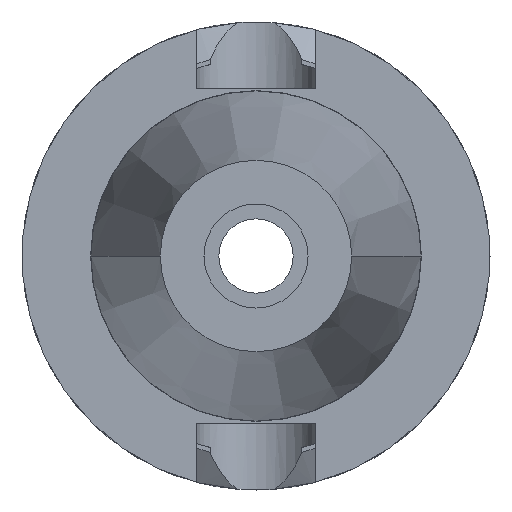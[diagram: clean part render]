
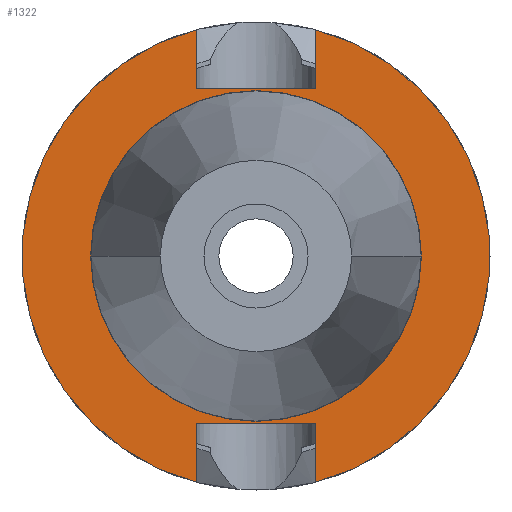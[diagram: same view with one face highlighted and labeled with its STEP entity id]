
A CAD part, left-side view. The second image highlights one B-rep face of the part: STEP entity #1322.
In plain terms, the highlighted planar face has unit normal (-1, 0, 0).
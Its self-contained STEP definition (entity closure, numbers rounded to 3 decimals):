
#320=CARTESIAN_POINT('',(1.,0.,0.));
#321=DIRECTION('',(-1.,0.,0.));
#322=DIRECTION('',(0.,0.256,0.967));
#323=AXIS2_PLACEMENT_3D('',#320,#321,#322);
#335=CARTESIAN_POINT('',(1.,0.,0.));
#336=DIRECTION('',(-1.,0.,0.));
#337=DIRECTION('',(0.,-0.256,-0.967));
#338=AXIS2_PLACEMENT_3D('',#335,#336,#337);
#358=DIRECTION('',(0.,1.,0.));
#359=VECTOR('',#358,16.1);
#360=CARTESIAN_POINT('',(1.,-8.05,-22.6));
#361=LINE('',#360,#359);
#365=DIRECTION('',(0.,0.,1.));
#366=VECTOR('',#365,7.854);
#367=CARTESIAN_POINT('',(1.,8.05,-30.454));
#368=LINE('',#367,#366);
#372=DIRECTION('',(0.,0.,-1.));
#373=VECTOR('',#372,7.854);
#374=CARTESIAN_POINT('',(1.,8.05,30.454));
#375=LINE('',#374,#373);
#379=DIRECTION('',(0.,1.,0.));
#380=VECTOR('',#379,16.1);
#381=CARTESIAN_POINT('',(1.,-8.05,22.6));
#382=LINE('',#381,#380);
#386=DIRECTION('',(0.,0.,-1.));
#387=VECTOR('',#386,7.854);
#388=CARTESIAN_POINT('',(1.,-8.05,30.454));
#389=LINE('',#388,#387);
#393=DIRECTION('',(0.,0.,1.));
#394=VECTOR('',#393,7.854);
#395=CARTESIAN_POINT('',(1.,-8.05,-30.454));
#396=LINE('',#395,#394);
#414=CARTESIAN_POINT('',(1.,0.,0.));
#415=DIRECTION('',(-1.,0.,0.));
#416=DIRECTION('',(0.,1.,0.));
#417=AXIS2_PLACEMENT_3D('',#414,#415,#416);
#422=CARTESIAN_POINT('',(1.,0.,0.));
#423=DIRECTION('',(1.,0.,0.));
#424=DIRECTION('',(0.,1.,0.));
#425=AXIS2_PLACEMENT_3D('',#422,#423,#424);
#929=CARTESIAN_POINT('',(1.,22.148,0.));
#931=VERTEX_POINT('',#929);
#939=CARTESIAN_POINT('',(1.,-22.148,0.));
#941=VERTEX_POINT('',#939);
#969=CARTESIAN_POINT('',(1.,8.05,30.454));
#970=VERTEX_POINT('',#969);
#971=CARTESIAN_POINT('',(1.,-8.05,30.454));
#972=VERTEX_POINT('',#971);
#973=CARTESIAN_POINT('',(1.,-8.05,22.6));
#974=CARTESIAN_POINT('',(1.,8.05,22.6));
#975=VERTEX_POINT('',#973);
#976=VERTEX_POINT('',#974);
#989=CARTESIAN_POINT('',(1.,8.05,-30.454));
#990=VERTEX_POINT('',#989);
#991=CARTESIAN_POINT('',(1.,-8.05,-30.454));
#992=VERTEX_POINT('',#991);
#993=CARTESIAN_POINT('',(1.,-8.05,-22.6));
#994=CARTESIAN_POINT('',(1.,8.05,-22.6));
#995=VERTEX_POINT('',#993);
#996=VERTEX_POINT('',#994);
#1297=CARTESIAN_POINT('',(1.,0.,0.));
#1298=DIRECTION('',(1.,0.,0.));
#1299=DIRECTION('',(0.,-1.,0.));
#1300=AXIS2_PLACEMENT_3D('',#1297,#1298,#1299);
#1301=PLANE('',#1300);
#1303=ORIENTED_EDGE('',*,*,#1302,.T.);
#1304=ORIENTED_EDGE('',*,*,#1260,.F.);
#1305=ORIENTED_EDGE('',*,*,#1277,.F.);
#1306=ORIENTED_EDGE('',*,*,#1208,.T.);
#1308=ORIENTED_EDGE('',*,*,#1307,.F.);
#1310=ORIENTED_EDGE('',*,*,#1309,.F.);
#1311=ORIENTED_EDGE('',*,*,#1289,.F.);
#1313=ORIENTED_EDGE('',*,*,#1312,.T.);
#1314=EDGE_LOOP('',(#1303,#1304,#1305,#1306,#1308,#1310,#1311,#1313));
#1315=FACE_OUTER_BOUND('',#1314,.F.);
#1317=ORIENTED_EDGE('',*,*,#1316,.T.);
#1319=ORIENTED_EDGE('',*,*,#1318,.F.);
#1320=EDGE_LOOP('',(#1317,#1319));
#1321=FACE_BOUND('',#1320,.F.);
#324=CIRCLE('',#323,31.5);
#339=CIRCLE('',#338,31.5);
#418=CIRCLE('',#417,22.148);
#426=CIRCLE('',#425,22.148);
#1208=EDGE_CURVE('',#970,#976,#375,.T.);
#1260=EDGE_CURVE('',#990,#996,#368,.T.);
#1277=EDGE_CURVE('',#970,#990,#324,.T.);
#1289=EDGE_CURVE('',#992,#972,#339,.T.);
#1302=EDGE_CURVE('',#995,#996,#361,.T.);
#1307=EDGE_CURVE('',#975,#976,#382,.T.);
#1309=EDGE_CURVE('',#972,#975,#389,.T.);
#1312=EDGE_CURVE('',#992,#995,#396,.T.);
#1316=EDGE_CURVE('',#931,#941,#418,.T.);
#1318=EDGE_CURVE('',#931,#941,#426,.T.);
#1322=ADVANCED_FACE('',(#1315,#1321),#1301,.F.);
